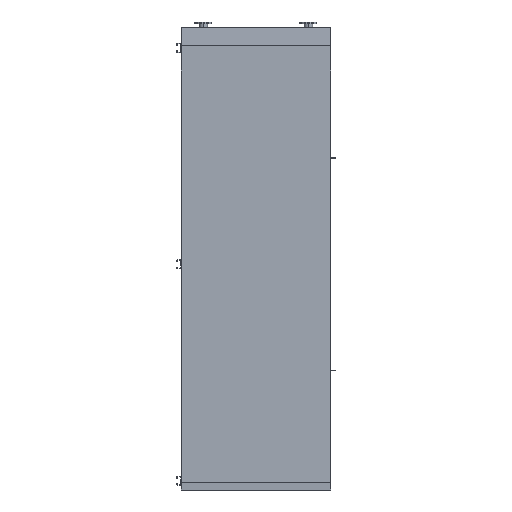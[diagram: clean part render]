
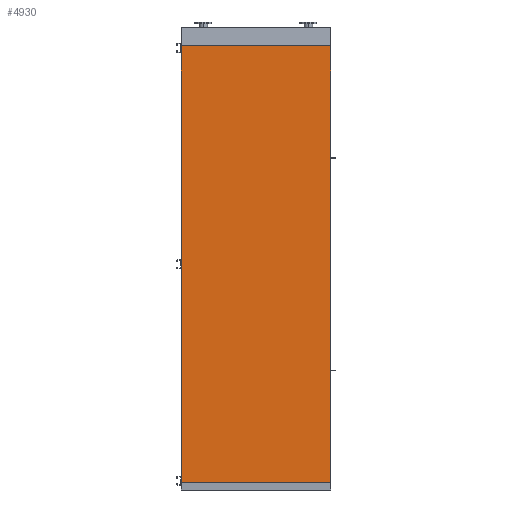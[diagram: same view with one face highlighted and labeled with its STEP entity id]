
A CAD part, front view. The second image highlights one B-rep face of the part: STEP entity #4930.
In plain terms, the highlighted planar face has unit normal (0, -1, 0).
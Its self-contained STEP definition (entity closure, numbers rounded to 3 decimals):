
#135 = VERTEX_POINT ( 'NONE', #801 ) ;
#238 = VECTOR ( 'NONE', #799, 1000. ) ;
#684 = DIRECTION ( 'NONE',  ( 0., 0., 1. ) ) ;
#719 = VERTEX_POINT ( 'NONE', #5564 ) ;
#799 = DIRECTION ( 'NONE',  ( 1., 0., 0. ) ) ;
#801 = CARTESIAN_POINT ( 'NONE',  ( -965., 0., -5650. ) ) ;
#871 = CARTESIAN_POINT ( 'NONE',  ( -965., 0., 0. ) ) ;
#980 = PLANE ( 'NONE',  #10662 ) ;
#1185 = ORIENTED_EDGE ( 'NONE', *, *, #8487, .T. ) ;
#1432 = CARTESIAN_POINT ( 'NONE',  ( -965., 0., -5650. ) ) ;
#1615 = VERTEX_POINT ( 'NONE', #8541 ) ;
#1956 = CARTESIAN_POINT ( 'NONE',  ( -965., 0., 0. ) ) ;
#2978 = LINE ( 'NONE', #1956, #238 ) ;
#3979 = VECTOR ( 'NONE', #684, 1000. ) ;
#3994 = CARTESIAN_POINT ( 'NONE',  ( -965., 0., -5650. ) ) ;
#4479 = EDGE_CURVE ( 'NONE', #135, #1615, #5083, .T. ) ;
#4887 = ORIENTED_EDGE ( 'NONE', *, *, #4479, .T. ) ;
#4930 = ADVANCED_FACE ( 'NONE', ( #13141 ), #980, .T. ) ;
#5083 = LINE ( 'NONE', #3994, #6227 ) ;
#5428 = EDGE_LOOP ( 'NONE', ( #9348, #9203, #4887, #1185 ) ) ;
#5564 = CARTESIAN_POINT ( 'NONE',  ( 965., 0., 0. ) ) ;
#5922 = CARTESIAN_POINT ( 'NONE',  ( -965., 0., -5650. ) ) ;
#6227 = VECTOR ( 'NONE', #8427, 1000. ) ;
#6362 = LINE ( 'NONE', #10803, #3979 ) ;
#6719 = DIRECTION ( 'NONE',  ( 0., 0., -1. ) ) ;
#7253 = LINE ( 'NONE', #1432, #12334 ) ;
#8427 = DIRECTION ( 'NONE',  ( 1., 0., 0. ) ) ;
#8487 = EDGE_CURVE ( 'NONE', #1615, #719, #6362, .T. ) ;
#8541 = CARTESIAN_POINT ( 'NONE',  ( 965., 0., -5650. ) ) ;
#9203 = ORIENTED_EDGE ( 'NONE', *, *, #9561, .F. ) ;
#9267 = DIRECTION ( 'NONE',  ( 0., -1., 0. ) ) ;
#9348 = ORIENTED_EDGE ( 'NONE', *, *, #10371, .F. ) ;
#9561 = EDGE_CURVE ( 'NONE', #135, #11592, #7253, .T. ) ;
#10371 = EDGE_CURVE ( 'NONE', #11592, #719, #2978, .T. ) ;
#10662 = AXIS2_PLACEMENT_3D ( 'NONE', #5922, #9267, #6719 ) ;
#10803 = CARTESIAN_POINT ( 'NONE',  ( 965., 0., -5650. ) ) ;
#11592 = VERTEX_POINT ( 'NONE', #871 ) ;
#12334 = VECTOR ( 'NONE', #12714, 1000. ) ;
#12714 = DIRECTION ( 'NONE',  ( 0., 0., 1. ) ) ;
#13141 = FACE_OUTER_BOUND ( 'NONE', #5428, .T. ) ;
